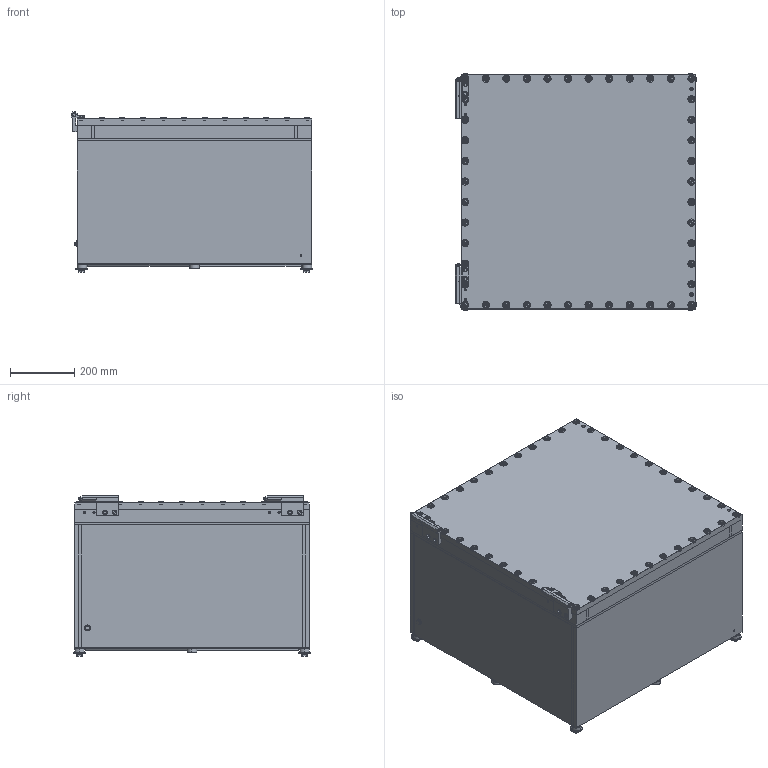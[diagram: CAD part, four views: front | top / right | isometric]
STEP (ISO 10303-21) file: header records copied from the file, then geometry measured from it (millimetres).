
FILE_DESCRIPTION (( 'STEP AP203' ), '1' );
FILE_NAME ('8264-_996-2_10.STEP', '2014-04-08T09:52:20', ( 'Admin' ), ( 'R. STAHL AG' ), 'SwSTEP 2.0', 'SolidWorks 2013', '' );
FILE_SCHEMA (( 'CONFIG_CONTROL_DESIGN' ));
Length unit declared in the file: millimetre
Products named in the file (17): 500_635_0_Vereinfacht; 502_077_0; 506_886_0; 502_606_0_Vereinfacht M10 x 30; 506_548_0; 82_649_03_26_0; 502_812_0_Vereinfacht; 82_649_05_26_0; 8264-_996-2_10; 500_663_0_M 8 x 16; 82_649_60_04_3_boden_20<Wie bearbeitet>; 506_204_0_7; 82_649_67_05_3_82 649_57_05_3; 506_712_0; 82_649_05_55_0; 506_761_0; 506_228_0
Assembly tree (92 placements, depth 2):
  8264-_996-2_10
    82_649_60_04_3_boden_20<Wie bearbeitet>
    82_649_67_05_3_82 649_57_05_3
    82_649_05_55_0
    506_228_0  x8
    502_077_0  x8
    502_606_0_Vereinfacht M10 x 30  x44
    82_649_03_26_0  x2
    82_649_05_26_0  x2
    500_663_0_M 8 x 16  x8
    506_204_0_7  x2
    506_712_0  x4
    506_761_0  x4
    500_635_0_Vereinfacht  x4
    506_886_0
    506_548_0
    502_812_0_Vereinfacht
Bounding box: 751.5 x 737 x 499.6 mm (x, y, z)
Volume: 45532590.8 mm3; surface area: 6966585.3 mm2
Topology: 155 solids, 155 shells, 3037 faces, 6780 edges, 4057 vertices
Faces by surface type: plane 1386, cylinder 908, cone 483, torus 260
Entity records: 39816 total; most frequent: DIRECTION 6783, CARTESIAN_POINT 6054, ORIENTED_EDGE 5620, EDGE_CURVE 2810, AXIS2_PLACEMENT_3D 2621, VERTEX_POINT 1792, EDGE_LOOP 1584, LINE 1541
